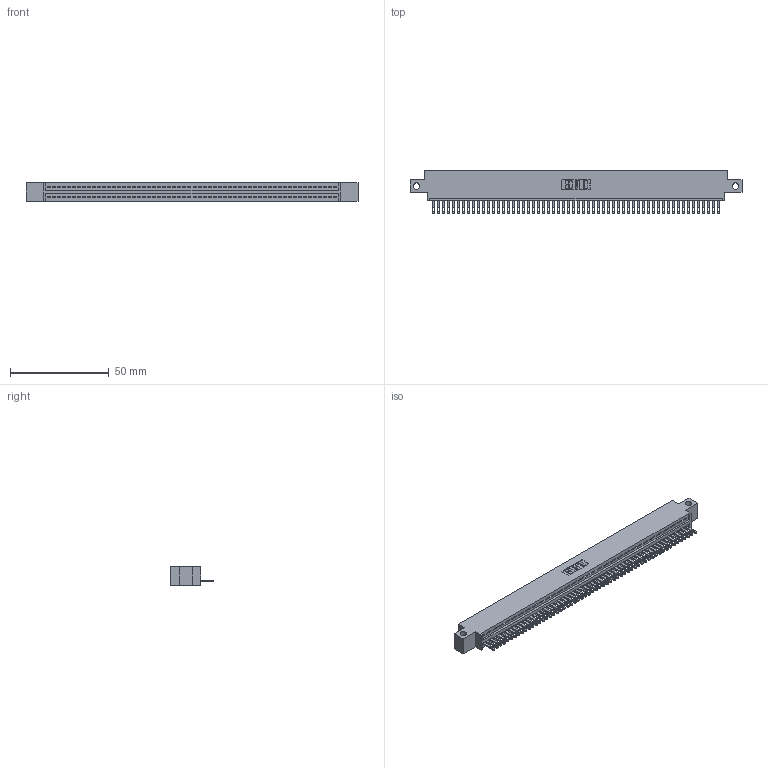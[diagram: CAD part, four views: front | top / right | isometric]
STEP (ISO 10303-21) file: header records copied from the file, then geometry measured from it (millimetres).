
FILE_DESCRIPTION (( 'STEP AP203' ), '1' );
FILE_NAME ('345-058-500-612.STEP', '2018-09-19T04:25:02', ( '' ), ( '' ), 'SwSTEP 2.0', 'SolidWorks 2016', '' );
FILE_SCHEMA (( 'CONFIG_CONTROL_DESIGN' ));
Length unit declared in the file: inch
Products named in the file (3): 345 Part_0.170 Offset - Side Mount; 345-292-001_345-293-100; 345-058-500-612
Assembly tree (59 placements, depth 2):
  345-058-500-612
    345 Part_0.170 Offset - Side Mount
    345-292-001_345-293-100  x58
Bounding box: 168.53 x 21.51 x 9.4 mm (x, y, z)
Volume: 700.1 mm3; surface area: 21539.7 mm2
Topology: 58 solids, 59 shells, 3261 faces, 10097 edges, 6730 vertices
Faces by surface type: plane 2055, cylinder 1206
Entity records: 41563 total; most frequent: CARTESIAN_POINT 7206, ORIENTED_EDGE 7198, DIRECTION 6271, EDGE_CURVE 3599, VECTOR 3231, LINE 3231, VERTEX_POINT 2398, AXIS2_PLACEMENT_3D 1520
